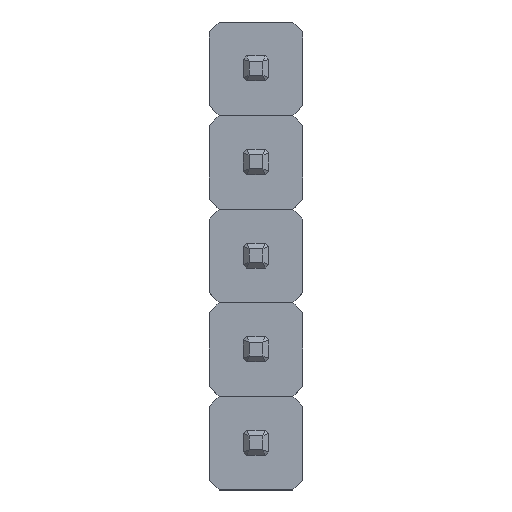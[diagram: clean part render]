
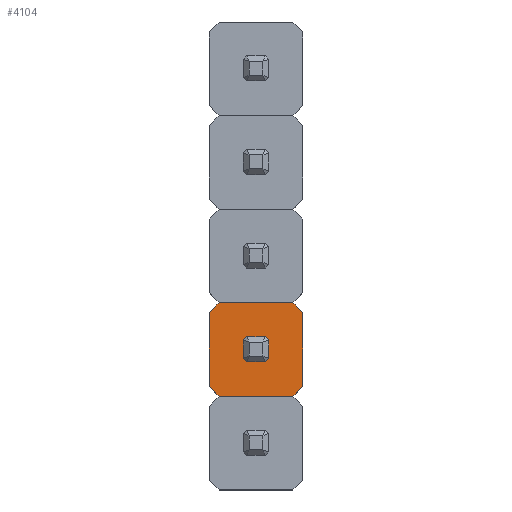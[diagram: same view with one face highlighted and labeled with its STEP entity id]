
A CAD part, top view. The second image highlights one B-rep face of the part: STEP entity #4104.
In plain terms, the highlighted planar face has unit normal (0, 0, 1).
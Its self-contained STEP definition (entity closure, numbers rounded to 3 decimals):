
#3927 = VERTEX_POINT('',#3928);
#3928 = CARTESIAN_POINT('',(-1.27,1.54,2.54));
#3934 = EDGE_CURVE('',#3927,#3935,#3937,.T.);
#3935 = VERTEX_POINT('',#3936);
#3936 = CARTESIAN_POINT('',(-1.27,3.54,2.54));
#3937 = LINE('',#3938,#3939);
#3938 = CARTESIAN_POINT('',(-1.27,1.54,2.54));
#3939 = VECTOR('',#3940,1.);
#3940 = DIRECTION('',(0.,1.,0.));
#3958 = VERTEX_POINT('',#3959);
#3959 = CARTESIAN_POINT('',(1.27,3.54,2.54));
#3965 = EDGE_CURVE('',#3958,#3966,#3968,.T.);
#3966 = VERTEX_POINT('',#3967);
#3967 = CARTESIAN_POINT('',(1.27,1.54,2.54));
#3968 = LINE('',#3969,#3970);
#3969 = CARTESIAN_POINT('',(1.27,3.54,2.54));
#3970 = VECTOR('',#3971,1.);
#3971 = DIRECTION('',(0.,-1.,0.));
#3989 = VERTEX_POINT('',#3990);
#3990 = CARTESIAN_POINT('',(1.,3.81,2.54));
#3996 = EDGE_CURVE('',#3989,#3958,#3997,.T.);
#3997 = LINE('',#3998,#3999);
#3998 = CARTESIAN_POINT('',(1.,3.81,2.54));
#3999 = VECTOR('',#4000,1.);
#4000 = DIRECTION('',(0.707,-0.707,0.));
#4013 = VERTEX_POINT('',#4014);
#4014 = CARTESIAN_POINT('',(-1.,3.81,2.54));
#4020 = EDGE_CURVE('',#4013,#3989,#4021,.T.);
#4021 = LINE('',#4022,#4023);
#4022 = CARTESIAN_POINT('',(-1.,3.81,2.54));
#4023 = VECTOR('',#4024,1.);
#4024 = DIRECTION('',(1.,0.,0.));
#4037 = EDGE_CURVE('',#3935,#4013,#4038,.T.);
#4038 = LINE('',#4039,#4040);
#4039 = CARTESIAN_POINT('',(-1.27,3.54,2.54));
#4040 = VECTOR('',#4041,1.);
#4041 = DIRECTION('',(0.707,0.707,0.));
#4085 = VERTEX_POINT('',#4086);
#4086 = CARTESIAN_POINT('',(-1.,1.27,2.54));
#4092 = EDGE_CURVE('',#4085,#3927,#4093,.T.);
#4093 = LINE('',#4094,#4095);
#4094 = CARTESIAN_POINT('',(-1.,1.27,2.54));
#4095 = VECTOR('',#4096,1.);
#4096 = DIRECTION('',(-0.707,0.707,0.));
#4104 = ADVANCED_FACE('',(#4105),#4127,.F.);
#4105 = FACE_BOUND('',#4106,.F.);
#4106 = EDGE_LOOP('',(#4107,#4108,#4109,#4110,#4111,#4112,#4120,#4126));
#4107 = ORIENTED_EDGE('',*,*,#3934,.T.);
#4108 = ORIENTED_EDGE('',*,*,#4037,.T.);
#4109 = ORIENTED_EDGE('',*,*,#4020,.T.);
#4110 = ORIENTED_EDGE('',*,*,#3996,.T.);
#4111 = ORIENTED_EDGE('',*,*,#3965,.T.);
#4112 = ORIENTED_EDGE('',*,*,#4113,.T.);
#4113 = EDGE_CURVE('',#3966,#4114,#4116,.T.);
#4114 = VERTEX_POINT('',#4115);
#4115 = CARTESIAN_POINT('',(1.,1.27,2.54));
#4116 = LINE('',#4117,#4118);
#4117 = CARTESIAN_POINT('',(1.27,1.54,2.54));
#4118 = VECTOR('',#4119,1.);
#4119 = DIRECTION('',(-0.707,-0.707,0.));
#4120 = ORIENTED_EDGE('',*,*,#4121,.T.);
#4121 = EDGE_CURVE('',#4114,#4085,#4122,.T.);
#4122 = LINE('',#4123,#4124);
#4123 = CARTESIAN_POINT('',(1.,1.27,2.54));
#4124 = VECTOR('',#4125,1.);
#4125 = DIRECTION('',(-1.,0.,0.));
#4126 = ORIENTED_EDGE('',*,*,#4092,.T.);
#4127 = PLANE('',#4128);
#4128 = AXIS2_PLACEMENT_3D('',#4129,#4130,#4131);
#4129 = CARTESIAN_POINT('',(0.,2.54,2.54));
#4130 = DIRECTION('',(0.,0.,-1.));
#4131 = DIRECTION('',(-1.,0.,0.));
